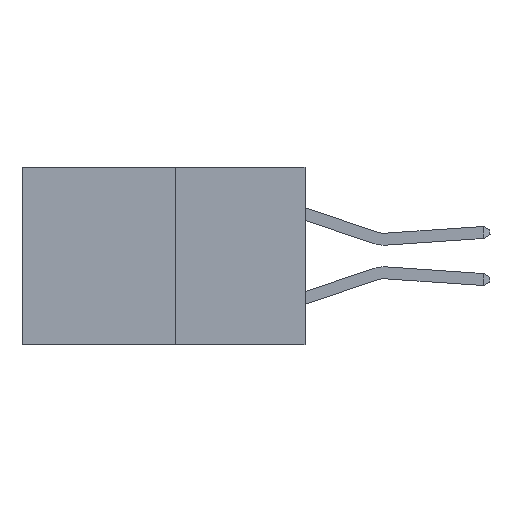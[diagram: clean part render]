
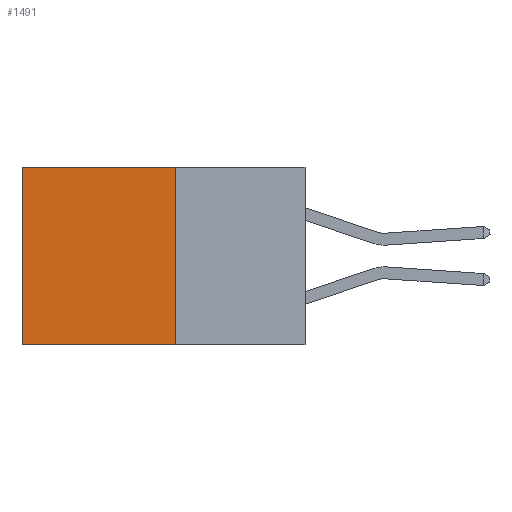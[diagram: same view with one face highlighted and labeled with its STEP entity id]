
A CAD part, left-side view. The second image highlights one B-rep face of the part: STEP entity #1491.
In plain terms, the highlighted planar face has unit normal (-1, 0, 0).
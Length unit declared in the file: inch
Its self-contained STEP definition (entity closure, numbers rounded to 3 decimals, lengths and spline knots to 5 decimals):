
#358 = VECTOR ( 'NONE', #6642, 39.37008 ) ;
#359 = DIRECTION ( 'NONE',  ( 0., 0., -1. ) ) ;
#650 = VERTEX_POINT ( 'NONE', #3149 ) ;
#775 = ORIENTED_EDGE ( 'NONE', *, *, #6135, .F. ) ;
#961 = PLANE ( 'NONE',  #6548 ) ;
#1100 = VERTEX_POINT ( 'NONE', #6889 ) ;
#1491 = ADVANCED_FACE ( 'NONE', ( #8194 ), #961, .F. ) ;
#1704 = ORIENTED_EDGE ( 'NONE', *, *, #3850, .T. ) ;
#2184 = LINE ( 'NONE', #4695, #358 ) ;
#2448 = ORIENTED_EDGE ( 'NONE', *, *, #7538, .T. ) ;
#2956 = VECTOR ( 'NONE', #5318, 39.37008 ) ;
#3005 = VERTEX_POINT ( 'NONE', #6765 ) ;
#3052 = CARTESIAN_POINT ( 'NONE',  ( 0.277, 0.27, -0.37 ) ) ;
#3149 = CARTESIAN_POINT ( 'NONE',  ( 0.277, 0.27, 0. ) ) ;
#3774 = CARTESIAN_POINT ( 'NONE',  ( 0.277, 0.27, -0.37 ) ) ;
#3850 = EDGE_CURVE ( 'NONE', #650, #1100, #7387, .T. ) ;
#4006 = EDGE_CURVE ( 'NONE', #8122, #3005, #8241, .T. ) ;
#4019 = EDGE_LOOP ( 'NONE', ( #2448, #5240, #775, #1704 ) ) ;
#4695 = CARTESIAN_POINT ( 'NONE',  ( 0.277, 0.27, -0.37 ) ) ;
#5240 = ORIENTED_EDGE ( 'NONE', *, *, #4006, .F. ) ;
#5278 = CARTESIAN_POINT ( 'NONE',  ( 0.277, 0.27, -0.37 ) ) ;
#5318 = DIRECTION ( 'NONE',  ( 0., 1., 0. ) ) ;
#5404 = VECTOR ( 'NONE', #359, 39.37008 ) ;
#6135 = EDGE_CURVE ( 'NONE', #650, #8122, #2184, .T. ) ;
#6548 = AXIS2_PLACEMENT_3D ( 'NONE', #3774, #8471, #8413 ) ;
#6609 = DIRECTION ( 'NONE',  ( 0., 1., 0. ) ) ;
#6642 = DIRECTION ( 'NONE',  ( 0., 0., -1. ) ) ;
#6666 = CARTESIAN_POINT ( 'NONE',  ( 0.277, 0.27, 0. ) ) ;
#6765 = CARTESIAN_POINT ( 'NONE',  ( 0.277, 0.59, -0.37 ) ) ;
#6889 = CARTESIAN_POINT ( 'NONE',  ( 0.277, 0.59, 0. ) ) ;
#7057 = LINE ( 'NONE', #7753, #5404 ) ;
#7186 = VECTOR ( 'NONE', #6609, 39.37008 ) ;
#7387 = LINE ( 'NONE', #6666, #7186 ) ;
#7538 = EDGE_CURVE ( 'NONE', #1100, #3005, #7057, .T. ) ;
#7753 = CARTESIAN_POINT ( 'NONE',  ( 0.277, 0.59, -0.37 ) ) ;
#8122 = VERTEX_POINT ( 'NONE', #3052 ) ;
#8194 = FACE_OUTER_BOUND ( 'NONE', #4019, .T. ) ;
#8241 = LINE ( 'NONE', #5278, #2956 ) ;
#8413 = DIRECTION ( 'NONE',  ( 0., 0., -1. ) ) ;
#8471 = DIRECTION ( 'NONE',  ( 1., 0., 0. ) ) ;
